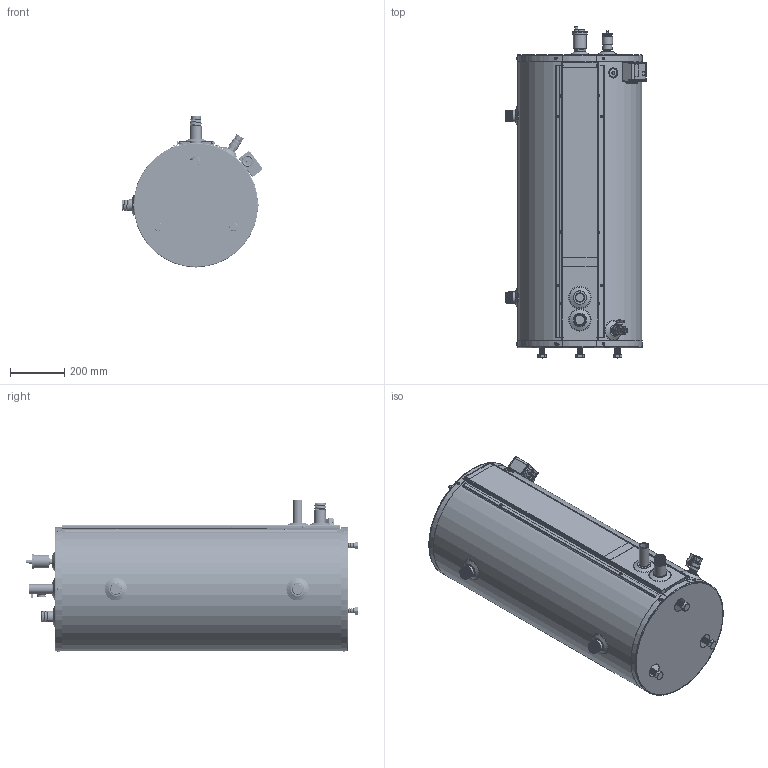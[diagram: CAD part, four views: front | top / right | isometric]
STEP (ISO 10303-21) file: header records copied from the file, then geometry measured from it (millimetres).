
FILE_DESCRIPTION (( 'STEP AP214' ), '1' );
FILE_NAME ('Turbomax 23-TXT(OPTION).STEP', '2019-09-26T18:30:15', ( '' ), ( '' ), 'SwSTEP 2.0', 'SolidWorks 2019', '' );
FILE_SCHEMA (( 'AUTOMOTIVE_DESIGN' ));
Length unit declared in the file: inch
Products named in the file (1): Turbomax 23-TXT(OPTION)
Bounding box: 517.92 x 1223.04 x 560.64 mm (x, y, z)
Volume: 2611839.7 mm3; surface area: 4691285.4 mm2
Topology: 64 solids, 67 shells, 2418 faces, 5464 edges, 3230 vertices
Faces by surface type: plane 892, cone 716, cylinder 601, bspline 117, torus 78, sphere 14
Full cylindrical faces by diameter (mm): 2.381 x2, 3.566 x220, 4.039 x2, 4.763 x6, 4.826 x20, 5.08 x2, 5.105 x14, 5.588 x2, 7.62 x2, 9.474 x20, 11.113 x1, 12.065 x1, 12.7 x2, 13.97 x1, 14.097 x1, 15.037 x1, 19.05 x72, 20.93 x2, 21.59 x2, 22.225 x2, 23.012 x3, 25.4 x3, 26.67 x2, 30.353 x1, 30.607 x1, 31.75 x2, 32.131 x1, 32.69 x1, 33.338 x3, 33.655 x1
Entity records: 132806 total; most frequent: CARTESIAN_POINT 52246, DIRECTION 10052, ORIENTED_EDGE 8482, EDGE_CURVE 4241, AXIS2_PLACEMENT_3D 4008, EDGE_LOOP 3709, VERTEX_POINT 3142, FACE_OUTER_BOUND 2892
